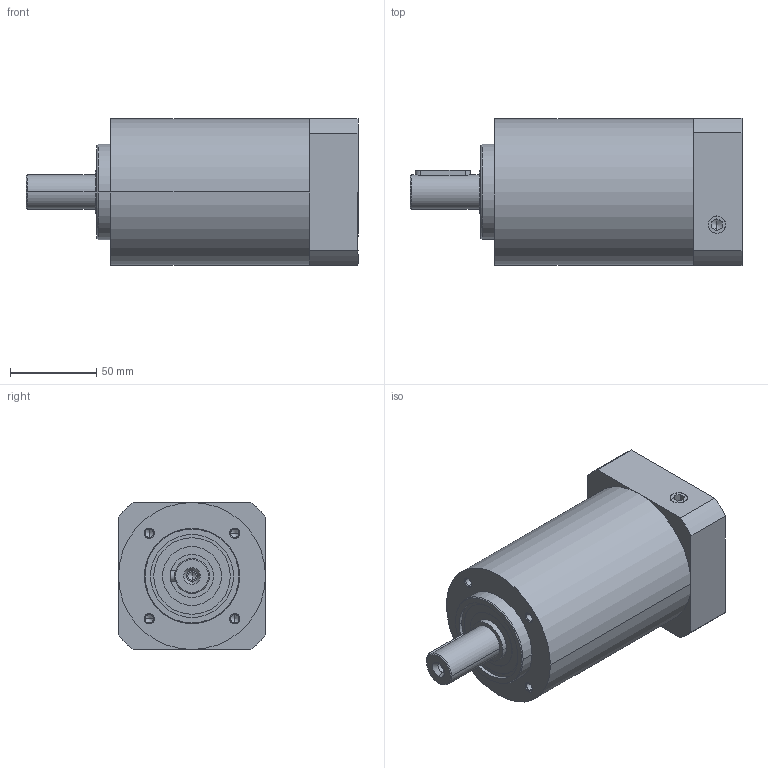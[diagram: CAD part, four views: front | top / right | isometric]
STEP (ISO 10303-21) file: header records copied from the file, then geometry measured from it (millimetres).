
FILE_DESCRIPTION((''),'2;1');
FILE_NAME('PD085-2.stp','2004-09-24T15:19:15',('mcoppola'),(''),'Autodesk Inventor 8','Autodesk Inventor 8','');
FILE_SCHEMA(('AUTOMOTIVE_DESIGN { 1 0 10303 214 1 1 1 1 }'));
Length unit declared in the file: millimetre
Products named in the file (1): PD085-2
Bounding box: 192 x 85 x 85 mm (x, y, z)
Volume: 824489.2 mm3; surface area: 79083.6 mm2
Topology: 1 solids, 5 shells, 173 faces, 399 edges, 229 vertices
Faces by surface type: bspline 74, plane 41, cylinder 40, cone 18
Entity records: 5700 total; most frequent: CARTESIAN_POINT 2117, ORIENTED_EDGE 738, DIRECTION 729, EDGE_CURVE 369, AXIS2_PLACEMENT_3D 273, VERTEX_POINT 229, EDGE_LOOP 196, VECTOR 183
